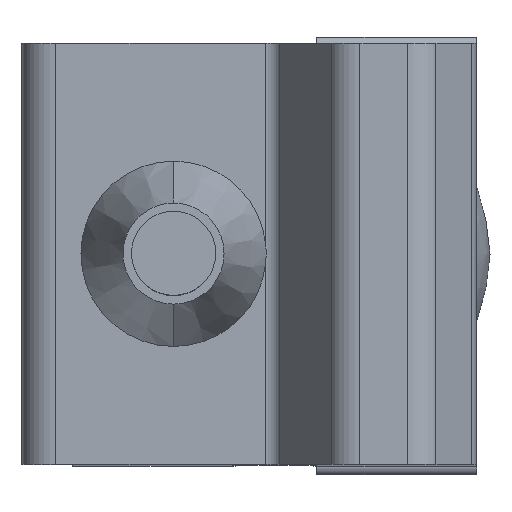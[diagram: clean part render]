
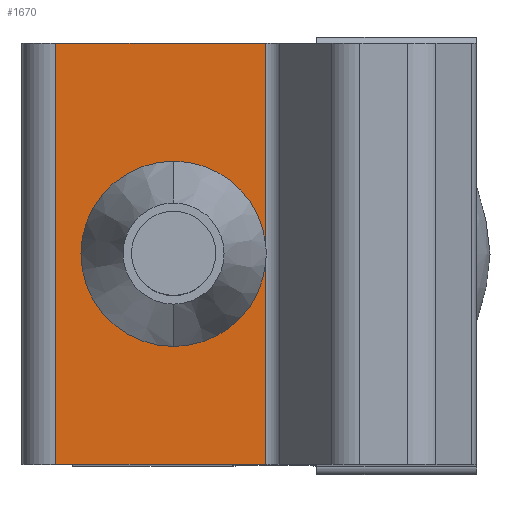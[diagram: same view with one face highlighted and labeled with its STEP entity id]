
A CAD part, top view. The second image highlights one B-rep face of the part: STEP entity #1670.
In plain terms, the highlighted planar face has unit normal (0, 0, 1).
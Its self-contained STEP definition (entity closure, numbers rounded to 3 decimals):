
#119=DIRECTION('',(1.,0.,0.));
#120=VECTOR('',#119,12.465);
#121=CARTESIAN_POINT('',(-1.,0.,-6.));
#122=LINE('',#121,#120);
#283=DIRECTION('',(1.,0.,0.));
#284=VECTOR('',#283,12.465);
#285=CARTESIAN_POINT('',(-1.,25.,-6.));
#286=LINE('',#285,#284);
#673=CARTESIAN_POINT('',(6.,12.5,-6.));
#674=DIRECTION('',(0.,0.,-1.));
#675=DIRECTION('',(0.,-1.,0.));
#676=AXIS2_PLACEMENT_3D('',#673,#674,#675);
#681=CARTESIAN_POINT('',(6.,12.5,-6.));
#682=DIRECTION('',(0.,0.,-1.));
#683=DIRECTION('',(0.994,-0.113,0.));
#684=AXIS2_PLACEMENT_3D('',#681,#682,#683);
#689=DIRECTION('',(0.,-1.,0.));
#690=VECTOR('',#689,11.879);
#691=CARTESIAN_POINT('',(11.465,11.879,-6.));
#692=LINE('',#691,#690);
#696=DIRECTION('',(0.,1.,0.));
#697=VECTOR('',#696,25.);
#698=CARTESIAN_POINT('',(-1.,0.,-6.));
#699=LINE('',#698,#697);
#703=DIRECTION('',(0.,-1.,0.));
#704=VECTOR('',#703,11.879);
#705=CARTESIAN_POINT('',(11.465,25.,-6.));
#706=LINE('',#705,#704);
#710=CARTESIAN_POINT('',(6.,12.5,-6.));
#711=DIRECTION('',(0.,0.,-1.));
#712=DIRECTION('',(0.,1.,0.));
#713=AXIS2_PLACEMENT_3D('',#710,#711,#712);
#1065=CARTESIAN_POINT('',(11.465,25.,-6.));
#1066=VERTEX_POINT('',#1065);
#1067=CARTESIAN_POINT('',(11.465,0.,-6.));
#1068=VERTEX_POINT('',#1067);
#1070=CARTESIAN_POINT('',(-1.,25.,-6.));
#1072=VERTEX_POINT('',#1070);
#1073=CARTESIAN_POINT('',(-1.,0.,-6.));
#1074=VERTEX_POINT('',#1073);
#1187=CARTESIAN_POINT('',(6.,7.,-6.));
#1188=CARTESIAN_POINT('',(6.,18.,-6.));
#1189=VERTEX_POINT('',#1187);
#1190=VERTEX_POINT('',#1188);
#1191=CARTESIAN_POINT('',(11.465,13.121,-6.));
#1192=VERTEX_POINT('',#1191);
#1193=CARTESIAN_POINT('',(11.465,11.879,-6.));
#1194=VERTEX_POINT('',#1193);
#1650=CARTESIAN_POINT('',(12.,25.,-6.));
#1651=DIRECTION('',(0.,0.,-1.));
#1652=DIRECTION('',(-1.,0.,0.));
#1653=AXIS2_PLACEMENT_3D('',#1650,#1651,#1652);
#1654=PLANE('',#1653);
#1656=ORIENTED_EDGE('',*,*,#1655,.F.);
#1658=ORIENTED_EDGE('',*,*,#1657,.F.);
#1660=ORIENTED_EDGE('',*,*,#1659,.T.);
#1661=ORIENTED_EDGE('',*,*,#1226,.F.);
#1662=ORIENTED_EDGE('',*,*,#1643,.T.);
#1663=ORIENTED_EDGE('',*,*,#1299,.T.);
#1665=ORIENTED_EDGE('',*,*,#1664,.T.);
#1667=ORIENTED_EDGE('',*,*,#1666,.F.);
#1668=EDGE_LOOP('',(#1656,#1658,#1660,#1661,#1662,#1663,#1665,#1667));
#1669=FACE_OUTER_BOUND('',#1668,.F.);
#1670=ADVANCED_FACE('',(#1669),#1654,.F.);
#677=CIRCLE('',#676,5.5);
#685=CIRCLE('',#684,5.5);
#714=CIRCLE('',#713,5.5);
#1226=EDGE_CURVE('',#1074,#1068,#122,.T.);
#1299=EDGE_CURVE('',#1072,#1066,#286,.T.);
#1643=EDGE_CURVE('',#1074,#1072,#699,.T.);
#1655=EDGE_CURVE('',#1189,#1190,#677,.T.);
#1657=EDGE_CURVE('',#1194,#1189,#685,.T.);
#1659=EDGE_CURVE('',#1194,#1068,#692,.T.);
#1664=EDGE_CURVE('',#1066,#1192,#706,.T.);
#1666=EDGE_CURVE('',#1190,#1192,#714,.T.);
